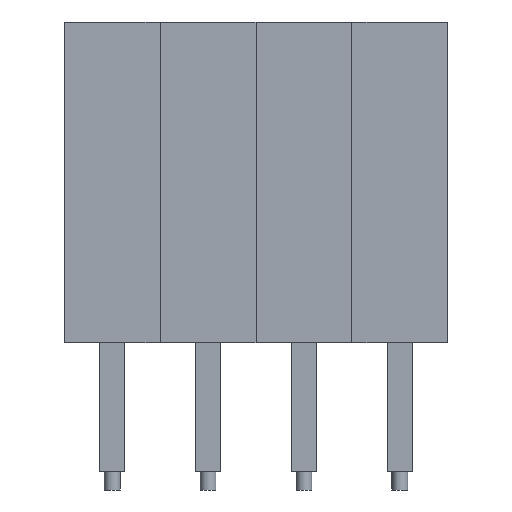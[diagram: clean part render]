
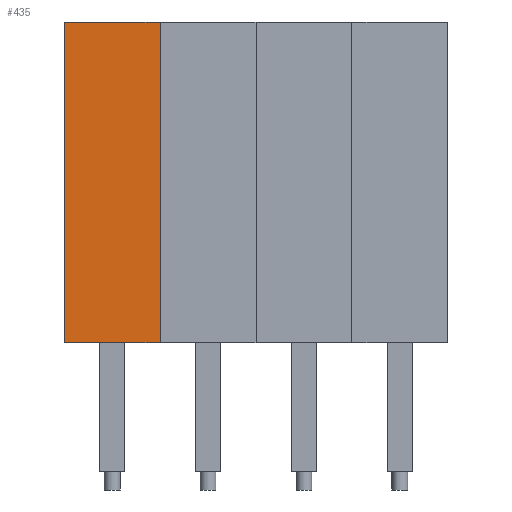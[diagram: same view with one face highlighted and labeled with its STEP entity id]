
A CAD part, front view. The second image highlights one B-rep face of the part: STEP entity #435.
In plain terms, the highlighted planar face has unit normal (0, -1, 0).
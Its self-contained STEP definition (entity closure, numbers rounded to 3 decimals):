
#435=ADVANCED_FACE('',(#652),#654,.T.);
#652=FACE_BOUND('',#653,.T.);
#653=EDGE_LOOP('',(#809,#810,#811,#812));
#654=PLANE('',#655);
#655=AXIS2_PLACEMENT_3D('',#656,#657,#658);
#656=CARTESIAN_POINT('',(0.,0.,0.));
#657=DIRECTION('',(0.,-1.,0.));
#658=DIRECTION('',(1.,0.,0.));
#809=ORIENTED_EDGE('',*,*,#898,.T.);
#810=ORIENTED_EDGE('',*,*,#879,.T.);
#811=ORIENTED_EDGE('',*,*,#893,.F.);
#812=ORIENTED_EDGE('',*,*,#886,.F.);
#879=EDGE_CURVE('',#961,#959,#962,.T.);
#886=EDGE_CURVE('',#971,#973,#974,.T.);
#893=EDGE_CURVE('',#973,#959,#983,.T.);
#898=EDGE_CURVE('',#971,#961,#992,.T.);
#959=VERTEX_POINT('',#1115);
#961=VERTEX_POINT('',#1119);
#962=LINE('',#1120,#1121);
#971=VERTEX_POINT('',#1141);
#973=VERTEX_POINT('',#1145);
#974=LINE('',#1146,#1147);
#983=LINE('',#1169,#1170);
#992=LINE('',#1188,#1189);
#1115=CARTESIAN_POINT('',(2.54,0.,8.5));
#1119=CARTESIAN_POINT('',(2.54,0.,0.));
#1120=CARTESIAN_POINT('',(2.54,0.,0.));
#1121=VECTOR('',#1122,1.);
#1122=DIRECTION('',(0.,0.,1.));
#1141=CARTESIAN_POINT('',(0.,0.,0.));
#1145=CARTESIAN_POINT('',(0.,0.,8.5));
#1146=CARTESIAN_POINT('',(0.,0.,0.));
#1147=VECTOR('',#1148,1.);
#1148=DIRECTION('',(0.,0.,1.));
#1169=CARTESIAN_POINT('',(0.,0.,8.5));
#1170=VECTOR('',#1171,1.);
#1171=DIRECTION('',(1.,0.,0.));
#1188=CARTESIAN_POINT('',(0.,0.,0.));
#1189=VECTOR('',#1190,1.);
#1190=DIRECTION('',(1.,0.,0.));
